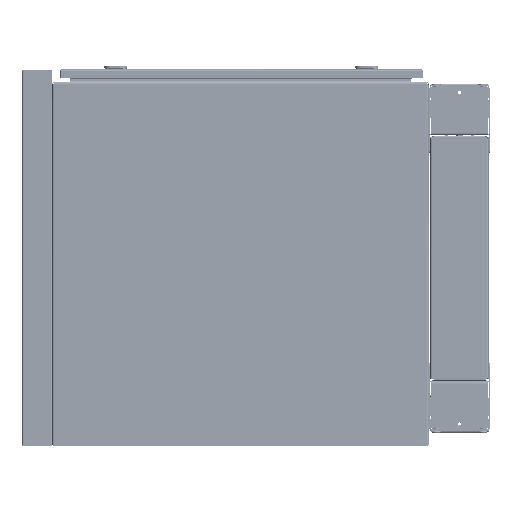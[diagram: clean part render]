
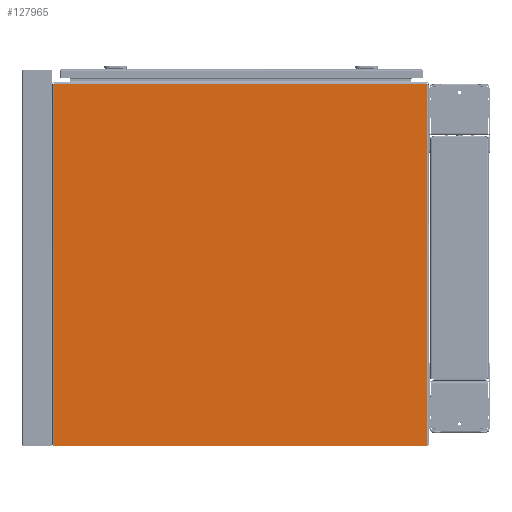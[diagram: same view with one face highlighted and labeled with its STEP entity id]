
A CAD part, left-side view. The second image highlights one B-rep face of the part: STEP entity #127965.
In plain terms, the highlighted planar face has unit normal (-1, 0, 0).
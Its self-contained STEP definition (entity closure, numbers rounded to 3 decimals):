
#1810 = EDGE_CURVE ( 'NONE', #60323, #98476, #21785, .T. ) ;
#2165 = CARTESIAN_POINT ( 'NONE',  ( -1.5, 333.344, 0. ) ) ;
#5008 = DIRECTION ( 'NONE',  ( 0., 1., 0. ) ) ;
#8261 = EDGE_CURVE ( 'NONE', #48396, #125030, #30616, .T. ) ;
#13671 = ORIENTED_EDGE ( 'NONE', *, *, #26512, .F. ) ;
#14068 = CARTESIAN_POINT ( 'NONE',  ( -1.5, 0., 0. ) ) ;
#21785 = LINE ( 'NONE', #122519, #64950 ) ;
#22485 = DIRECTION ( 'NONE',  ( 0., -1., 0. ) ) ;
#23749 = ORIENTED_EDGE ( 'NONE', *, *, #8261, .F. ) ;
#25520 = DIRECTION ( 'NONE',  ( -1., 0., 0. ) ) ;
#26224 = DIRECTION ( 'NONE',  ( 0., 0., 1. ) ) ;
#26512 = EDGE_CURVE ( 'NONE', #125030, #65023, #61393, .T. ) ;
#29064 = EDGE_LOOP ( 'NONE', ( #61028, #126056, #71569, #59056, #81610, #84521, #13671, #23749 ) ) ;
#30222 = VERTEX_POINT ( 'NONE', #70430 ) ;
#30616 = LINE ( 'NONE', #130673, #109822 ) ;
#31845 = CARTESIAN_POINT ( 'NONE',  ( -1.5, 333.338, 0. ) ) ;
#31984 = LINE ( 'NONE', #42107, #110961 ) ;
#40666 = DIRECTION ( 'NONE',  ( 0., -1., 0. ) ) ;
#42107 = CARTESIAN_POINT ( 'NONE',  ( -1.5, 0., 280.279 ) ) ;
#44569 = DIRECTION ( 'NONE',  ( 0., 0., 1. ) ) ;
#45109 = CARTESIAN_POINT ( 'NONE',  ( -1.5, -280.641, 279.267 ) ) ;
#47147 = FACE_OUTER_BOUND ( 'NONE', #29064, .T. ) ;
#48396 = VERTEX_POINT ( 'NONE', #107019 ) ;
#53242 = EDGE_CURVE ( 'NONE', #74565, #65023, #125643, .T. ) ;
#53529 = LINE ( 'NONE', #31845, #87419 ) ;
#57555 = LINE ( 'NONE', #2165, #87331 ) ;
#59056 = ORIENTED_EDGE ( 'NONE', *, *, #93633, .F. ) ;
#60007 = DIRECTION ( 'NONE',  ( 0., -1., 0. ) ) ;
#60323 = VERTEX_POINT ( 'NONE', #102964 ) ;
#61028 = ORIENTED_EDGE ( 'NONE', *, *, #108362, .F. ) ;
#61393 = LINE ( 'NONE', #116104, #124548 ) ;
#64950 = VECTOR ( 'NONE', #22485, 1000. ) ;
#65023 = VERTEX_POINT ( 'NONE', #81446 ) ;
#69973 = CARTESIAN_POINT ( 'NONE',  ( -1.5, -280.654, -315.625 ) ) ;
#70430 = CARTESIAN_POINT ( 'NONE',  ( -1.5, 333.344, -315.625 ) ) ;
#71569 = ORIENTED_EDGE ( 'NONE', *, *, #1810, .F. ) ;
#74565 = VERTEX_POINT ( 'NONE', #69973 ) ;
#79872 = CARTESIAN_POINT ( 'NONE',  ( -1.5, -370.74, -315.625 ) ) ;
#79920 = EDGE_CURVE ( 'NONE', #74565, #30222, #104282, .T. ) ;
#81446 = CARTESIAN_POINT ( 'NONE',  ( -1.5, -280.654, 279.267 ) ) ;
#81610 = ORIENTED_EDGE ( 'NONE', *, *, #79920, .F. ) ;
#82631 = AXIS2_PLACEMENT_3D ( 'NONE', #14068, #25520, #26224 ) ;
#84521 = ORIENTED_EDGE ( 'NONE', *, *, #53242, .T. ) ;
#86236 = CARTESIAN_POINT ( 'NONE',  ( -1.5, 333.338, 280.277 ) ) ;
#87331 = VECTOR ( 'NONE', #44569, 1000. ) ;
#87419 = VECTOR ( 'NONE', #111083, 1000. ) ;
#93633 = EDGE_CURVE ( 'NONE', #30222, #60323, #57555, .T. ) ;
#95803 = EDGE_CURVE ( 'NONE', #98476, #127577, #53529, .T. ) ;
#98476 = VERTEX_POINT ( 'NONE', #86236 ) ;
#102964 = CARTESIAN_POINT ( 'NONE',  ( -1.5, 333.344, 280.277 ) ) ;
#104077 = CARTESIAN_POINT ( 'NONE',  ( -1.5, -280.654, 0. ) ) ;
#104282 = LINE ( 'NONE', #79872, #108438 ) ;
#104703 = VECTOR ( 'NONE', #127052, 1000. ) ;
#107019 = CARTESIAN_POINT ( 'NONE',  ( -1.5, -280.641, 280.279 ) ) ;
#108362 = EDGE_CURVE ( 'NONE', #127577, #48396, #31984, .T. ) ;
#108438 = VECTOR ( 'NONE', #5008, 1000. ) ;
#109822 = VECTOR ( 'NONE', #141471, 1000. ) ;
#110961 = VECTOR ( 'NONE', #40666, 1000. ) ;
#111083 = DIRECTION ( 'NONE',  ( 0., 0., 1. ) ) ;
#116104 = CARTESIAN_POINT ( 'NONE',  ( -1.5, 0., 279.267 ) ) ;
#122519 = CARTESIAN_POINT ( 'NONE',  ( -1.5, 0., 280.277 ) ) ;
#124548 = VECTOR ( 'NONE', #60007, 1000. ) ;
#125030 = VERTEX_POINT ( 'NONE', #45109 ) ;
#125643 = LINE ( 'NONE', #104077, #104703 ) ;
#126056 = ORIENTED_EDGE ( 'NONE', *, *, #95803, .F. ) ;
#127052 = DIRECTION ( 'NONE',  ( 0., 0., 1. ) ) ;
#127577 = VERTEX_POINT ( 'NONE', #134402 ) ;
#127965 = ADVANCED_FACE ( 'NONE', ( #47147 ), #134938, .T. ) ;
#130673 = CARTESIAN_POINT ( 'NONE',  ( -1.5, -280.641, 0. ) ) ;
#134402 = CARTESIAN_POINT ( 'NONE',  ( -1.5, 333.338, 280.279 ) ) ;
#134938 = PLANE ( 'NONE',  #82631 ) ;
#141471 = DIRECTION ( 'NONE',  ( 0., 0., -1. ) ) ;
